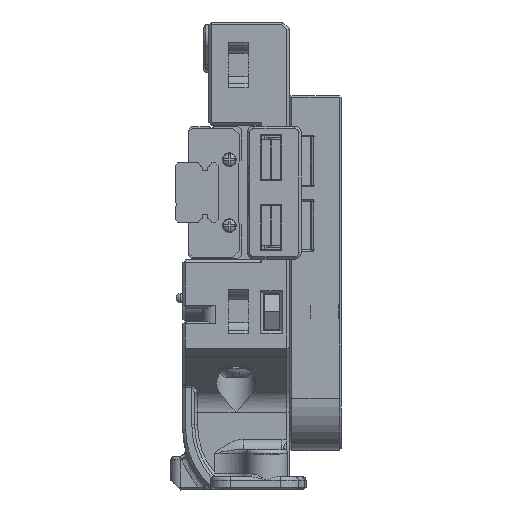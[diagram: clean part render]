
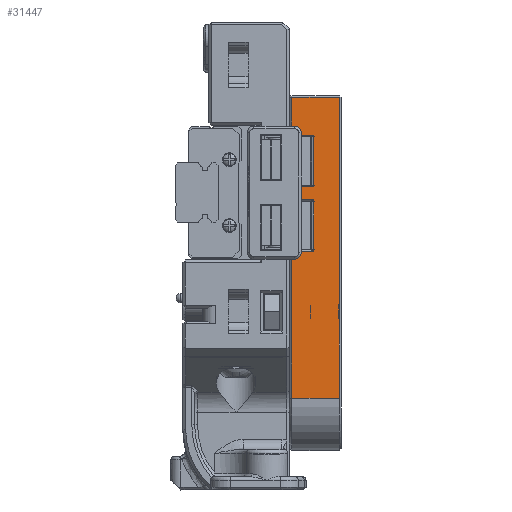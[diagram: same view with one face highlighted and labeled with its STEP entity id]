
A CAD part, left-side view. The second image highlights one B-rep face of the part: STEP entity #31447.
In plain terms, the highlighted planar face has unit normal (-1, 0, 0).
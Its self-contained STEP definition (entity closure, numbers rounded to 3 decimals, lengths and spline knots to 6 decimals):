
#2840=LINE('',#53370,#5500);
#2844=LINE('',#53378,#5504);
#2845=LINE('',#53380,#5505);
#2855=LINE('',#53401,#5515);
#2858=LINE('',#53411,#5518);
#2875=LINE('',#53444,#5535);
#2876=LINE('',#53447,#5536);
#2877=LINE('',#53449,#5537);
#2878=LINE('',#53451,#5538);
#2879=LINE('',#53452,#5539);
#2880=LINE('',#53454,#5540);
#2881=LINE('',#53455,#5541);
#2882=LINE('',#53457,#5542);
#2883=LINE('',#53459,#5543);
#5500=VECTOR('',#40390,1.);
#5504=VECTOR('',#40396,1.);
#5505=VECTOR('',#40397,1.);
#5515=VECTOR('',#40415,1.);
#5518=VECTOR('',#40424,1.);
#5535=VECTOR('',#40451,1.);
#5536=VECTOR('',#40452,1.);
#5537=VECTOR('',#40453,1.);
#5538=VECTOR('',#40454,1.);
#5539=VECTOR('',#40455,1.);
#5540=VECTOR('',#40456,1.);
#5541=VECTOR('',#40457,1.);
#5542=VECTOR('',#40458,1.);
#5543=VECTOR('',#40459,1.);
#12431=ORIENTED_EDGE('',*,*,#18993,.F.);
#12432=ORIENTED_EDGE('',*,*,#18994,.T.);
#12433=ORIENTED_EDGE('',*,*,#18995,.F.);
#12434=ORIENTED_EDGE('',*,*,#18996,.T.);
#12435=ORIENTED_EDGE('',*,*,#18959,.F.);
#12436=ORIENTED_EDGE('',*,*,#18958,.T.);
#12437=ORIENTED_EDGE('',*,*,#18997,.F.);
#12438=ORIENTED_EDGE('',*,*,#18998,.T.);
#12439=ORIENTED_EDGE('',*,*,#18970,.F.);
#12440=ORIENTED_EDGE('',*,*,#18954,.T.);
#12441=ORIENTED_EDGE('',*,*,#18975,.F.);
#12442=ORIENTED_EDGE('',*,*,#18999,.T.);
#12443=ORIENTED_EDGE('',*,*,#19000,.F.);
#12444=ORIENTED_EDGE('',*,*,#19001,.T.);
#18954=EDGE_CURVE('',#22602,#22601,#2840,.F.);
#18958=EDGE_CURVE('',#22605,#22604,#2844,.T.);
#18959=EDGE_CURVE('',#22605,#22606,#2845,.T.);
#18970=EDGE_CURVE('',#22602,#22613,#2855,.T.);
#18975=EDGE_CURVE('',#22616,#22601,#2858,.T.);
#18993=EDGE_CURVE('',#22628,#22629,#2875,.T.);
#18994=EDGE_CURVE('',#22628,#22630,#2876,.T.);
#18995=EDGE_CURVE('',#22631,#22630,#2877,.T.);
#18996=EDGE_CURVE('',#22631,#22606,#2878,.T.);
#18997=EDGE_CURVE('',#22632,#22604,#2879,.T.);
#18998=EDGE_CURVE('',#22632,#22613,#2880,.F.);
#18999=EDGE_CURVE('',#22616,#22633,#2881,.F.);
#19000=EDGE_CURVE('',#22634,#22633,#2882,.T.);
#19001=EDGE_CURVE('',#22634,#22629,#2883,.F.);
#22601=VERTEX_POINT('',#53369);
#22602=VERTEX_POINT('',#53371);
#22604=VERTEX_POINT('',#53377);
#22605=VERTEX_POINT('',#53379);
#22606=VERTEX_POINT('',#53381);
#22613=VERTEX_POINT('',#53402);
#22616=VERTEX_POINT('',#53410);
#22628=VERTEX_POINT('',#53445);
#22629=VERTEX_POINT('',#53446);
#22630=VERTEX_POINT('',#53448);
#22631=VERTEX_POINT('',#53450);
#22632=VERTEX_POINT('',#53453);
#22633=VERTEX_POINT('',#53456);
#22634=VERTEX_POINT('',#53458);
#26267=EDGE_LOOP('',(#12431,#12432,#12433,#12434,#12435,#12436,#12437,#12438,
#12439,#12440,#12441,#12442,#12443,#12444));
#28445=FACE_BOUND('',#26267,.T.);
#29989=PLANE('',#34141);
#31447=ADVANCED_FACE('',(#28445),#29989,.F.);
#34141=AXIS2_PLACEMENT_3D('',#53443,#40449,#40450);
#40390=DIRECTION('',(0.,0.,1.));
#40396=DIRECTION('',(0.,0.,-1.));
#40397=DIRECTION('',(0.,0.,1.));
#40415=DIRECTION('',(0.,-1.,0.));
#40424=DIRECTION('',(0.,1.,0.));
#40449=DIRECTION('',(1.,0.,0.));
#40450=DIRECTION('',(0.,0.,1.));
#40451=DIRECTION('',(0.,0.,1.));
#40452=DIRECTION('',(0.,-1.,0.));
#40453=DIRECTION('',(0.,0.,-1.));
#40454=DIRECTION('',(0.,1.,0.));
#40455=DIRECTION('',(0.,1.,0.));
#40456=DIRECTION('',(0.,0.,1.));
#40457=DIRECTION('',(0.,0.,1.));
#40458=DIRECTION('',(0.,-1.,0.));
#40459=DIRECTION('',(0.,0.,1.));
#53369=CARTESIAN_POINT('',(0.097034,-0.008478,0.038088));
#53370=CARTESIAN_POINT('',(0.097034,-0.008478,0.09773));
#53371=CARTESIAN_POINT('',(0.097034,-0.008478,0.040088));
#53377=CARTESIAN_POINT('',(0.097034,-0.008478,0.047889));
#53378=CARTESIAN_POINT('',(0.097034,-0.008478,0.09773));
#53379=CARTESIAN_POINT('',(0.097034,-0.008478,0.050989));
#53380=CARTESIAN_POINT('',(0.097034,-0.008478,0.09773));
#53381=CARTESIAN_POINT('',(0.097034,-0.008478,0.053665));
#53401=CARTESIAN_POINT('',(0.097034,-0.013042,0.040088));
#53402=CARTESIAN_POINT('',(0.097034,-0.011787,0.040088));
#53410=CARTESIAN_POINT('',(0.097034,-0.011787,0.038088));
#53411=CARTESIAN_POINT('',(0.097034,-0.013042,0.038088));
#53443=CARTESIAN_POINT('',(0.097034,-0.013042,0.09773));
#53444=CARTESIAN_POINT('',(0.097034,-0.008478,0.09773));
#53445=CARTESIAN_POINT('',(0.097034,-0.008478,0.008));
#53446=CARTESIAN_POINT('',(0.097034,-0.008478,0.025689));
#53447=CARTESIAN_POINT('',(0.097034,-0.008078,0.008));
#53448=CARTESIAN_POINT('',(0.097034,-0.015622,0.008));
#53449=CARTESIAN_POINT('',(0.097034,-0.015622,0.09773));
#53450=CARTESIAN_POINT('',(0.097034,-0.015622,0.053665));
#53451=CARTESIAN_POINT('',(0.097034,-0.008478,0.053665));
#53452=CARTESIAN_POINT('',(0.097034,-0.013042,0.047889));
#53453=CARTESIAN_POINT('',(0.097034,-0.011787,0.047889));
#53454=CARTESIAN_POINT('',(0.097034,-0.011787,0.09773));
#53455=CARTESIAN_POINT('',(0.097034,-0.011787,0.09773));
#53456=CARTESIAN_POINT('',(0.097034,-0.011787,0.030288));
#53457=CARTESIAN_POINT('',(0.097034,-0.013042,0.030288));
#53458=CARTESIAN_POINT('',(0.097034,-0.008478,0.030288));
#53459=CARTESIAN_POINT('',(0.097034,-0.008478,0.09773));
